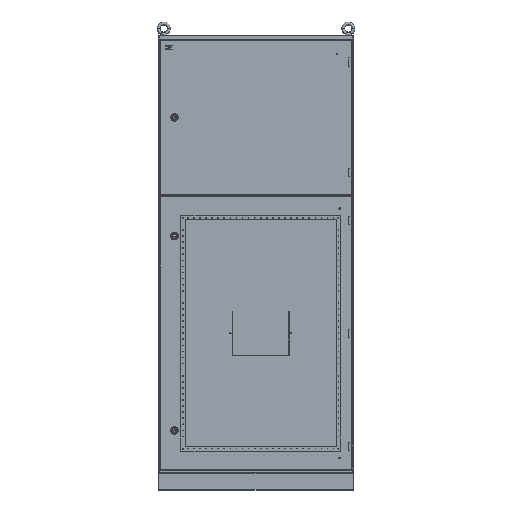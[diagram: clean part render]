
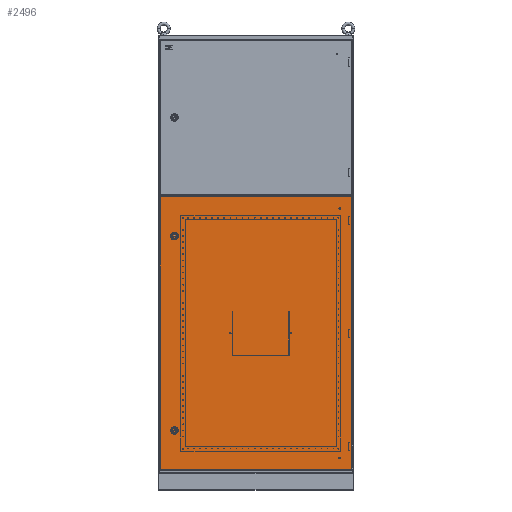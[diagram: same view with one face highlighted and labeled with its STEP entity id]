
A CAD part, top view. The second image highlights one B-rep face of the part: STEP entity #2496.
In plain terms, the highlighted planar face has unit normal (0, 0, 1).
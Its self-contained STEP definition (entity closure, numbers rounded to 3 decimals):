
#2496 = ADVANCED_FACE ( 'NONE', ( #69139, #5889, #27104 ), #56982, .T. ) ;
#4704 = AXIS2_PLACEMENT_3D ( 'NONE', #101001, #54247, #6744 ) ;
#5177 = CARTESIAN_POINT ( 'NONE',  ( 61.5, -400., 0. ) ) ;
#5889 = FACE_BOUND ( 'NONE', #6939, .T. ) ;
#6744 = DIRECTION ( 'NONE',  ( -1., 0., 0. ) ) ;
#6939 = EDGE_LOOP ( 'NONE', ( #46869, #64223 ) ) ;
#10310 = CIRCLE ( 'NONE', #93841, 1.5 ) ;
#10936 = ORIENTED_EDGE ( 'NONE', *, *, #77636, .T. ) ;
#10965 = VECTOR ( 'NONE', #34162, 1000. ) ;
#11974 = VERTEX_POINT ( 'NONE', #81782 ) ;
#12122 = ORIENTED_EDGE ( 'NONE', *, *, #53578, .T. ) ;
#14840 = CARTESIAN_POINT ( 'NONE',  ( 60., 400., 0. ) ) ;
#15626 = EDGE_CURVE ( 'NONE', #49073, #60171, #10310, .T. ) ;
#15726 = ORIENTED_EDGE ( 'NONE', *, *, #43611, .F. ) ;
#16541 = CARTESIAN_POINT ( 'NONE',  ( 60., -400., 0. ) ) ;
#18399 = CARTESIAN_POINT ( 'NONE',  ( 0., -563.5, 0. ) ) ;
#20464 = VERTEX_POINT ( 'NONE', #54480 ) ;
#22848 = DIRECTION ( 'NONE',  ( 1., 0., 0. ) ) ;
#24545 = DIRECTION ( 'NONE',  ( -1., 0., 0. ) ) ;
#24946 = LINE ( 'NONE', #82159, #64558 ) ;
#25884 = CARTESIAN_POINT ( 'NONE',  ( 790.5, -563.5, 0. ) ) ;
#27104 = FACE_OUTER_BOUND ( 'NONE', #53564, .T. ) ;
#29635 = LINE ( 'NONE', #81332, #10965 ) ;
#34162 = DIRECTION ( 'NONE',  ( 1., 0., 0. ) ) ;
#36930 = EDGE_LOOP ( 'NONE', ( #79951, #15726 ) ) ;
#37799 = CARTESIAN_POINT ( 'NONE',  ( 0., 563.5, 0. ) ) ;
#37814 = LINE ( 'NONE', #51791, #56304 ) ;
#39534 = ORIENTED_EDGE ( 'NONE', *, *, #57746, .T. ) ;
#43611 = EDGE_CURVE ( 'NONE', #20464, #90647, #59692, .T. ) ;
#43802 = CARTESIAN_POINT ( 'NONE',  ( 60., 400., 0. ) ) ;
#44930 = CIRCLE ( 'NONE', #101297, 1.5 ) ;
#45728 = EDGE_CURVE ( 'NONE', #90647, #20464, #85087, .T. ) ;
#46869 = ORIENTED_EDGE ( 'NONE', *, *, #15626, .F. ) ;
#47236 = EDGE_CURVE ( 'NONE', #60171, #49073, #44930, .T. ) ;
#49073 = VERTEX_POINT ( 'NONE', #76820 ) ;
#50178 = DIRECTION ( 'NONE',  ( 1., 0., 0. ) ) ;
#50196 = DIRECTION ( 'NONE',  ( 0., 0., 1. ) ) ;
#50684 = CARTESIAN_POINT ( 'NONE',  ( 58.5, 400., 0. ) ) ;
#50789 = CARTESIAN_POINT ( 'NONE',  ( 0., 0., 0. ) ) ;
#51751 = DIRECTION ( 'NONE',  ( 1., 0., 0. ) ) ;
#51791 = CARTESIAN_POINT ( 'NONE',  ( 790.5, 563.5, 0. ) ) ;
#52128 = CARTESIAN_POINT ( 'NONE',  ( 790.5, 563.5, 0. ) ) ;
#53042 = VERTEX_POINT ( 'NONE', #25884 ) ;
#53420 = AXIS2_PLACEMENT_3D ( 'NONE', #50789, #50196, #50178 ) ;
#53564 = EDGE_LOOP ( 'NONE', ( #39534, #12122, #10936, #68007 ) ) ;
#53578 = EDGE_CURVE ( 'NONE', #54139, #53042, #29635, .T. ) ;
#54139 = VERTEX_POINT ( 'NONE', #18399 ) ;
#54247 = DIRECTION ( 'NONE',  ( 0., 0., 1. ) ) ;
#54480 = CARTESIAN_POINT ( 'NONE',  ( 58.5, -400., 0. ) ) ;
#56304 = VECTOR ( 'NONE', #75530, 1000. ) ;
#56982 = PLANE ( 'NONE',  #53420 ) ;
#57746 = EDGE_CURVE ( 'NONE', #11974, #54139, #24946, .T. ) ;
#59692 = CIRCLE ( 'NONE', #4704, 1.5 ) ;
#60171 = VERTEX_POINT ( 'NONE', #50684 ) ;
#60465 = AXIS2_PLACEMENT_3D ( 'NONE', #16541, #71890, #24545 ) ;
#62005 = EDGE_CURVE ( 'NONE', #77653, #11974, #71643, .T. ) ;
#64223 = ORIENTED_EDGE ( 'NONE', *, *, #47236, .F. ) ;
#64558 = VECTOR ( 'NONE', #74331, 1000. ) ;
#68007 = ORIENTED_EDGE ( 'NONE', *, *, #62005, .T. ) ;
#69139 = FACE_BOUND ( 'NONE', #36930, .T. ) ;
#70235 = DIRECTION ( 'NONE',  ( 0., 0., 1. ) ) ;
#71643 = LINE ( 'NONE', #37799, #74116 ) ;
#71890 = DIRECTION ( 'NONE',  ( 0., 0., 1. ) ) ;
#74116 = VECTOR ( 'NONE', #77070, 1000. ) ;
#74331 = DIRECTION ( 'NONE',  ( 0., -1., 0. ) ) ;
#75530 = DIRECTION ( 'NONE',  ( 0., 1., 0. ) ) ;
#76820 = CARTESIAN_POINT ( 'NONE',  ( 61.5, 400., 0. ) ) ;
#77070 = DIRECTION ( 'NONE',  ( -1., 0., 0. ) ) ;
#77636 = EDGE_CURVE ( 'NONE', #53042, #77653, #37814, .T. ) ;
#77653 = VERTEX_POINT ( 'NONE', #52128 ) ;
#79951 = ORIENTED_EDGE ( 'NONE', *, *, #45728, .F. ) ;
#81332 = CARTESIAN_POINT ( 'NONE',  ( 0., -563.5, 0. ) ) ;
#81782 = CARTESIAN_POINT ( 'NONE',  ( 0., 563.5, 0. ) ) ;
#82159 = CARTESIAN_POINT ( 'NONE',  ( 0., 563.5, 0. ) ) ;
#85087 = CIRCLE ( 'NONE', #60465, 1.5 ) ;
#90647 = VERTEX_POINT ( 'NONE', #5177 ) ;
#93841 = AXIS2_PLACEMENT_3D ( 'NONE', #43802, #98526, #51751 ) ;
#98526 = DIRECTION ( 'NONE',  ( 0., 0., 1. ) ) ;
#101001 = CARTESIAN_POINT ( 'NONE',  ( 60., -400., 0. ) ) ;
#101297 = AXIS2_PLACEMENT_3D ( 'NONE', #14840, #70235, #22848 ) ;
